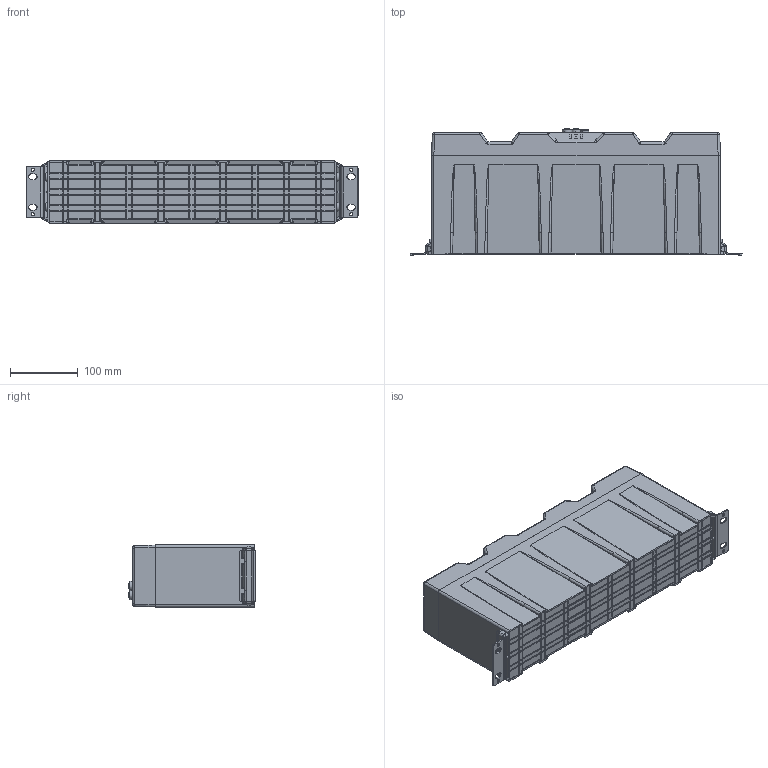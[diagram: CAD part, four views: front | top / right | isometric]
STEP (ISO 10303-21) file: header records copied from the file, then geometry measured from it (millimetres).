
FILE_DESCRIPTION (( 'STEP AP203' ), '1' );
FILE_NAME ('Nomada_InclBracket_19-04-23.STEP', '2023-04-19T12:10:56', ( '' ), ( '' ), 'SwSTEP 2.0', 'SolidWorks 2021', '' );
FILE_SCHEMA (( 'CONFIG_CONTROL_DESIGN' ));
Products named in the file (1): Nomada_InclBracket_19-04-23
Bounding box: 488.94 x 186.03 x 91.5 mm (x, y, z)
Volume: 6621153.5 mm3; surface area: 291171.3 mm2
Topology: 4 solids, 4 shells, 1821 faces, 4531 edges, 2868 vertices
Faces by surface type: plane 1095, cylinder 408, bspline 280, sphere 18, torus 10, cone 10
Entity records: 78092 total; most frequent: CARTESIAN_POINT 39108, ORIENTED_EDGE 9000, DIRECTION 6385, EDGE_CURVE 4500, VERTEX_POINT 2861, VECTOR 2443, LINE 2443, EDGE_LOOP 2021
